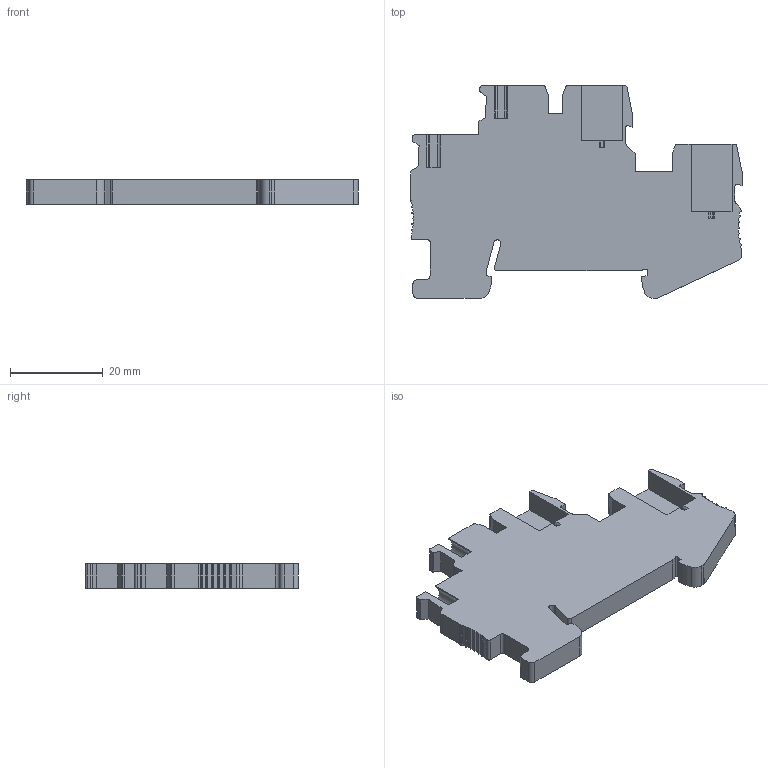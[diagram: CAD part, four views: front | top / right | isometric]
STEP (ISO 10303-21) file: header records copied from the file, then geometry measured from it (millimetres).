
FILE_DESCRIPTION((''),'2;1');
FILE_NAME('2','2023-11-01T',('Administrator'),(''),'PRO/ENGINEER BY PARAMETRIC TECHNOLOGY CORPORATION, 2013230','PRO/ENGINEER BY PARAMETRIC TECHNOLOGY CORPORATION, 2013230','');
FILE_SCHEMA(('CONFIG_CONTROL_DESIGN'));
Length unit declared in the file: millimetre
Products named in the file (1): 2
Bounding box: 71.44 x 45.8 x 5.2 mm (x, y, z)
Volume: 10300.6 mm3; surface area: 7459.4 mm2
Topology: 1 solids, 1 shells, 256 faces, 742 edges, 494 vertices
Faces by surface type: plane 176, cylinder 80
Entity records: 8456 total; most frequent: CARTESIAN_POINT 1504, ORIENTED_EDGE 1484, DIRECTION 1412, EDGE_CURVE 742, VECTOR 580, LINE 580, VERTEX_POINT 494, AXIS2_PLACEMENT_3D 416
